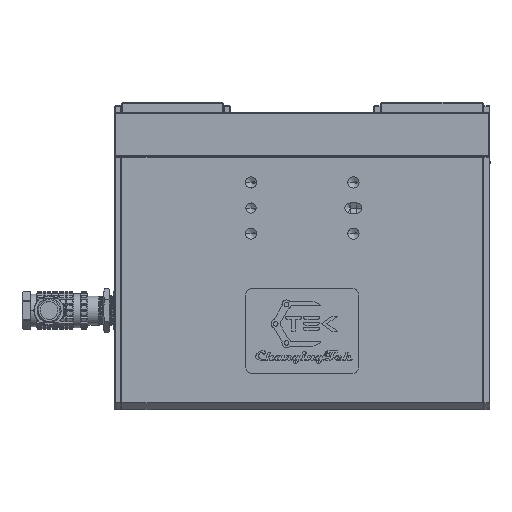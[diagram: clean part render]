
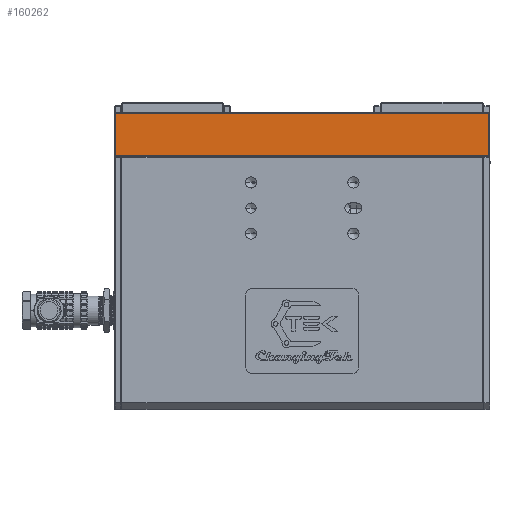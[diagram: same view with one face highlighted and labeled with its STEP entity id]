
A CAD part, top view. The second image highlights one B-rep face of the part: STEP entity #160262.
In plain terms, the highlighted planar face has unit normal (0, 0, 1).
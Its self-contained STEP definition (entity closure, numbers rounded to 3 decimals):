
#7415 = VECTOR ( 'NONE', #76739, 1000. ) ;
#8519 = ORIENTED_EDGE ( 'NONE', *, *, #45192, .T. ) ;
#10025 = VECTOR ( 'NONE', #164951, 1000. ) ;
#15858 = DIRECTION ( 'NONE',  ( 0., 0., -1. ) ) ;
#18010 = AXIS2_PLACEMENT_3D ( 'NONE', #135189, #15858, #56503 ) ;
#33414 = VERTEX_POINT ( 'NONE', #117537 ) ;
#36283 = LINE ( 'NONE', #115905, #149522 ) ;
#45192 = EDGE_CURVE ( 'NONE', #153187, #154773, #89569, .T. ) ;
#50247 = LINE ( 'NONE', #128372, #161303 ) ;
#52965 = CARTESIAN_POINT ( 'NONE',  ( 54.7, 6.2, 20. ) ) ;
#53006 = VERTEX_POINT ( 'NONE', #54059 ) ;
#54059 = CARTESIAN_POINT ( 'NONE',  ( 54.7, -6.2, 20. ) ) ;
#56503 = DIRECTION ( 'NONE',  ( -1., 0., 0. ) ) ;
#65823 = EDGE_CURVE ( 'NONE', #154773, #33414, #79801, .T. ) ;
#70313 = EDGE_CURVE ( 'NONE', #53006, #153187, #36283, .T. ) ;
#73418 = CARTESIAN_POINT ( 'NONE',  ( -54.7, 6.5, 20. ) ) ;
#76118 = DIRECTION ( 'NONE',  ( 1., 0., 0. ) ) ;
#76739 = DIRECTION ( 'NONE',  ( -1., 0., 0. ) ) ;
#77473 = DIRECTION ( 'NONE',  ( 0., 1., 0. ) ) ;
#79801 = LINE ( 'NONE', #73418, #10025 ) ;
#82251 = FACE_OUTER_BOUND ( 'NONE', #143437, .T. ) ;
#83529 = PLANE ( 'NONE',  #18010 ) ;
#87721 = ORIENTED_EDGE ( 'NONE', *, *, #167620, .T. ) ;
#89569 = LINE ( 'NONE', #116317, #7415 ) ;
#100960 = ORIENTED_EDGE ( 'NONE', *, *, #65823, .T. ) ;
#115905 = CARTESIAN_POINT ( 'NONE',  ( 54.7, 6.5, 20. ) ) ;
#116317 = CARTESIAN_POINT ( 'NONE',  ( -55., 6.2, 20. ) ) ;
#117537 = CARTESIAN_POINT ( 'NONE',  ( -54.7, -6.2, 20. ) ) ;
#128372 = CARTESIAN_POINT ( 'NONE',  ( -55., -6.2, 20. ) ) ;
#135189 = CARTESIAN_POINT ( 'NONE',  ( -55., 6.5, 20. ) ) ;
#136424 = CARTESIAN_POINT ( 'NONE',  ( -54.7, 6.2, 20. ) ) ;
#143437 = EDGE_LOOP ( 'NONE', ( #87721, #159369, #8519, #100960 ) ) ;
#149522 = VECTOR ( 'NONE', #77473, 1000. ) ;
#153187 = VERTEX_POINT ( 'NONE', #52965 ) ;
#154773 = VERTEX_POINT ( 'NONE', #136424 ) ;
#159369 = ORIENTED_EDGE ( 'NONE', *, *, #70313, .T. ) ;
#160262 = ADVANCED_FACE ( 'NONE', ( #82251 ), #83529, .F. ) ;
#161303 = VECTOR ( 'NONE', #76118, 1000. ) ;
#164951 = DIRECTION ( 'NONE',  ( 0., -1., 0. ) ) ;
#167620 = EDGE_CURVE ( 'NONE', #33414, #53006, #50247, .T. ) ;
